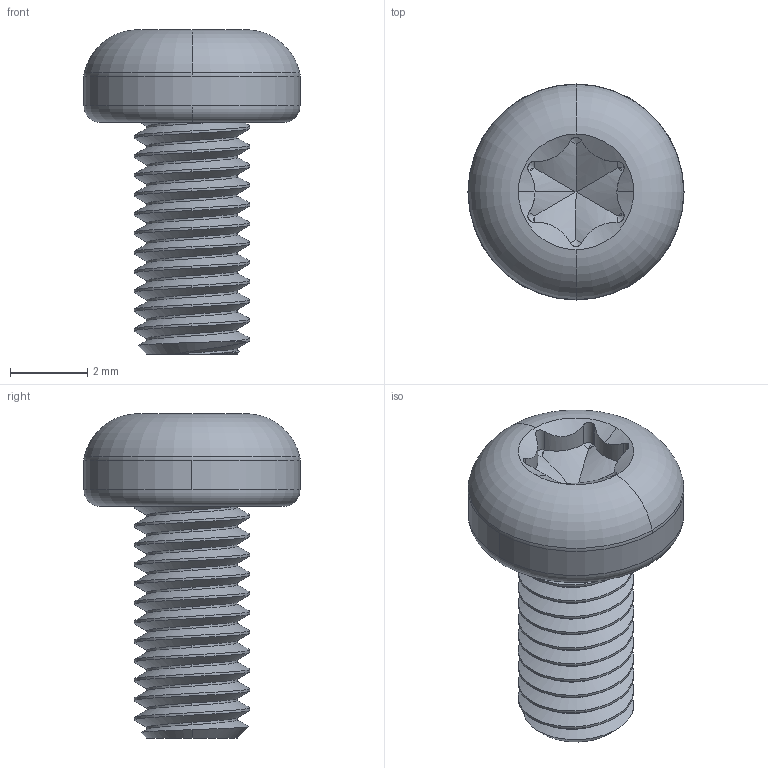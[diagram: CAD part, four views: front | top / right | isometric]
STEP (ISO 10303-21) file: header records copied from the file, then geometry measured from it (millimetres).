
FILE_DESCRIPTION (( 'STEP AP203' ), '1' );
FILE_NAME ('90362A113_18-8 Stainless Steel Pan Head Torx Screws.STEP', '2021-07-09T04:37:21', ( 'Administrator' ), ( 'Managed by Terraform' ), 'SwSTEP 2.0', 'SolidWorks 2017', '' );
FILE_SCHEMA (( 'CONFIG_CONTROL_DESIGN' ));
Length unit declared in the file: millimetre
Products named in the file (1): 90362A113_18-8 Stainless Steel Pan Head Torx Screws
Bounding box: 5.6 x 5.6 x 8.4 mm (x, y, z)
Volume: 81.7 mm3; surface area: 169.4 mm2
Topology: 1 solids, 1 shells, 109 faces, 300 edges, 186 vertices
Faces by surface type: cylinder 78, cone 20, torus 6, bspline 3, plane 2
Entity records: 4614 total; most frequent: CARTESIAN_POINT 2218, ORIENTED_EDGE 584, DIRECTION 400, EDGE_CURVE 292, VERTEX_POINT 186, AXIS2_PLACEMENT_3D 152, EDGE_LOOP 110, ADVANCED_FACE 109
